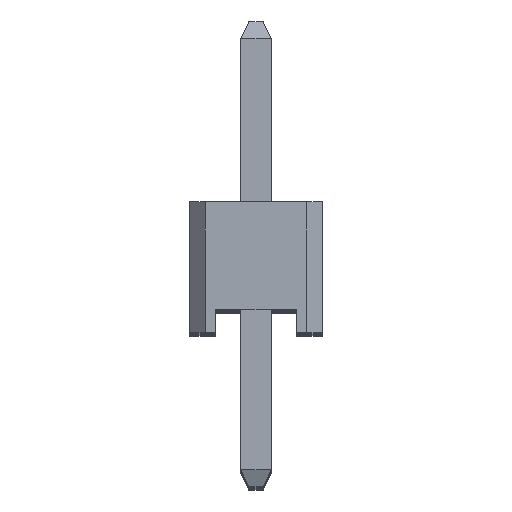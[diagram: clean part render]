
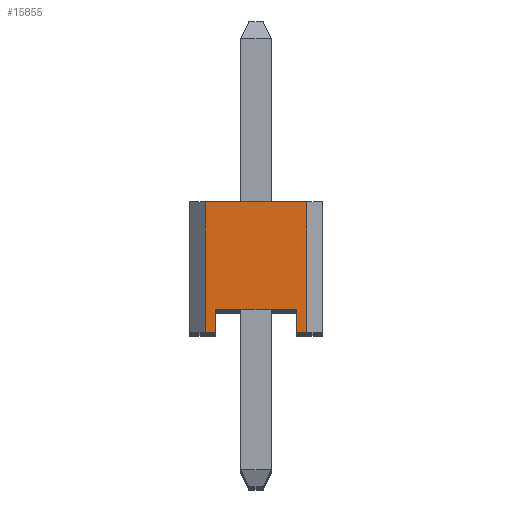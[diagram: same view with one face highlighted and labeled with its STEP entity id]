
A CAD part, top view. The second image highlights one B-rep face of the part: STEP entity #15855.
In plain terms, the highlighted planar face has unit normal (0, 0, 1).
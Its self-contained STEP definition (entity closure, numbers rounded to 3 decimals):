
#96 = LINE ( 'NONE', #8696, #3902 ) ;
#697 = DIRECTION ( 'NONE',  ( -1., 0., 0. ) ) ;
#1612 = DIRECTION ( 'NONE',  ( 0., -1., 0. ) ) ;
#1916 = CARTESIAN_POINT ( 'NONE',  ( 2.04, 0.44, 38.1 ) ) ;
#2128 = DIRECTION ( 'NONE',  ( 1., 0., 0. ) ) ;
#2308 = ORIENTED_EDGE ( 'NONE', *, *, #9525, .T. ) ;
#2539 = VECTOR ( 'NONE', #1612, 1000. ) ;
#3309 = DIRECTION ( 'NONE',  ( -1., 0., 0. ) ) ;
#3370 = LINE ( 'NONE', #5056, #2539 ) ;
#3672 = CARTESIAN_POINT ( 'NONE',  ( 2.24, 0., 38.1 ) ) ;
#3881 = ORIENTED_EDGE ( 'NONE', *, *, #10504, .F. ) ;
#3887 = ORIENTED_EDGE ( 'NONE', *, *, #21378, .T. ) ;
#3902 = VECTOR ( 'NONE', #20745, 1000. ) ;
#4157 = VECTOR ( 'NONE', #18891, 1000. ) ;
#4546 = FACE_OUTER_BOUND ( 'NONE', #7877, .T. ) ;
#4661 = PLANE ( 'NONE',  #20134 ) ;
#5056 = CARTESIAN_POINT ( 'NONE',  ( 2.24, 2.5, 38.1 ) ) ;
#5122 = CARTESIAN_POINT ( 'NONE',  ( 0.3, 0., 38.1 ) ) ;
#5690 = VERTEX_POINT ( 'NONE', #9519 ) ;
#6017 = EDGE_CURVE ( 'NONE', #12646, #15409, #14099, .T. ) ;
#6035 = LINE ( 'NONE', #12898, #12799 ) ;
#6070 = CARTESIAN_POINT ( 'NONE',  ( 0.3, 2.5, 38.1 ) ) ;
#6166 = DIRECTION ( 'NONE',  ( 1., 0., 0. ) ) ;
#7877 = EDGE_LOOP ( 'NONE', ( #8059, #15201, #9823, #12728, #3881, #3887, #2308, #11878 ) ) ;
#8059 = ORIENTED_EDGE ( 'NONE', *, *, #20039, .F. ) ;
#8349 = VECTOR ( 'NONE', #6166, 1000. ) ;
#8696 = CARTESIAN_POINT ( 'NONE',  ( 0.3, 2.5, 38.1 ) ) ;
#8822 = VERTEX_POINT ( 'NONE', #6070 ) ;
#8867 = EDGE_CURVE ( 'NONE', #5690, #16352, #3370, .T. ) ;
#9511 = LINE ( 'NONE', #19994, #8349 ) ;
#9519 = CARTESIAN_POINT ( 'NONE',  ( 2.24, 2.5, 38.1 ) ) ;
#9525 = EDGE_CURVE ( 'NONE', #21380, #15409, #10412, .T. ) ;
#9823 = ORIENTED_EDGE ( 'NONE', *, *, #17054, .T. ) ;
#10412 = LINE ( 'NONE', #20779, #18293 ) ;
#10504 = EDGE_CURVE ( 'NONE', #8822, #5690, #18268, .T. ) ;
#11878 = ORIENTED_EDGE ( 'NONE', *, *, #6017, .F. ) ;
#11903 = VECTOR ( 'NONE', #14482, 1000. ) ;
#12046 = CARTESIAN_POINT ( 'NONE',  ( 0.3, 2.5, 38.1 ) ) ;
#12272 = CARTESIAN_POINT ( 'NONE',  ( 0.5, 0.44, 38.1 ) ) ;
#12372 = LINE ( 'NONE', #14409, #14927 ) ;
#12646 = VERTEX_POINT ( 'NONE', #20553 ) ;
#12728 = ORIENTED_EDGE ( 'NONE', *, *, #8867, .F. ) ;
#12799 = VECTOR ( 'NONE', #697, 1000. ) ;
#12898 = CARTESIAN_POINT ( 'NONE',  ( 0.5, 0.44, 38.1 ) ) ;
#13046 = CARTESIAN_POINT ( 'NONE',  ( 2.04, 0., 38.1 ) ) ;
#14099 = LINE ( 'NONE', #12272, #4157 ) ;
#14409 = CARTESIAN_POINT ( 'NONE',  ( 2.04, 0.44, 38.1 ) ) ;
#14482 = DIRECTION ( 'NONE',  ( 1., 0., 0. ) ) ;
#14927 = VECTOR ( 'NONE', #19218, 1000. ) ;
#15028 = CARTESIAN_POINT ( 'NONE',  ( 0.5, 0., 38.1 ) ) ;
#15201 = ORIENTED_EDGE ( 'NONE', *, *, #20693, .T. ) ;
#15247 = VERTEX_POINT ( 'NONE', #13046 ) ;
#15409 = VERTEX_POINT ( 'NONE', #15028 ) ;
#15855 = ADVANCED_FACE ( 'NONE', ( #4546 ), #4661, .F. ) ;
#16352 = VERTEX_POINT ( 'NONE', #3672 ) ;
#17054 = EDGE_CURVE ( 'NONE', #15247, #16352, #9511, .T. ) ;
#18019 = VERTEX_POINT ( 'NONE', #1916 ) ;
#18268 = LINE ( 'NONE', #19878, #11903 ) ;
#18293 = VECTOR ( 'NONE', #2128, 1000. ) ;
#18891 = DIRECTION ( 'NONE',  ( 0., -1., 0. ) ) ;
#19218 = DIRECTION ( 'NONE',  ( 0., -1., 0. ) ) ;
#19878 = CARTESIAN_POINT ( 'NONE',  ( 0.3, 2.5, 38.1 ) ) ;
#19994 = CARTESIAN_POINT ( 'NONE',  ( 0.3, 0., 38.1 ) ) ;
#20039 = EDGE_CURVE ( 'NONE', #18019, #12646, #6035, .T. ) ;
#20134 = AXIS2_PLACEMENT_3D ( 'NONE', #12046, #20949, #3309 ) ;
#20553 = CARTESIAN_POINT ( 'NONE',  ( 0.5, 0.44, 38.1 ) ) ;
#20693 = EDGE_CURVE ( 'NONE', #18019, #15247, #12372, .T. ) ;
#20745 = DIRECTION ( 'NONE',  ( 0., -1., 0. ) ) ;
#20779 = CARTESIAN_POINT ( 'NONE',  ( 0.3, 0., 38.1 ) ) ;
#20949 = DIRECTION ( 'NONE',  ( 0., 0., -1. ) ) ;
#21378 = EDGE_CURVE ( 'NONE', #8822, #21380, #96, .T. ) ;
#21380 = VERTEX_POINT ( 'NONE', #5122 ) ;
